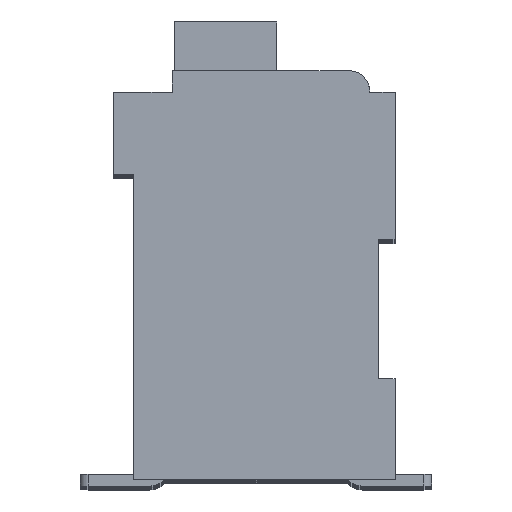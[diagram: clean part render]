
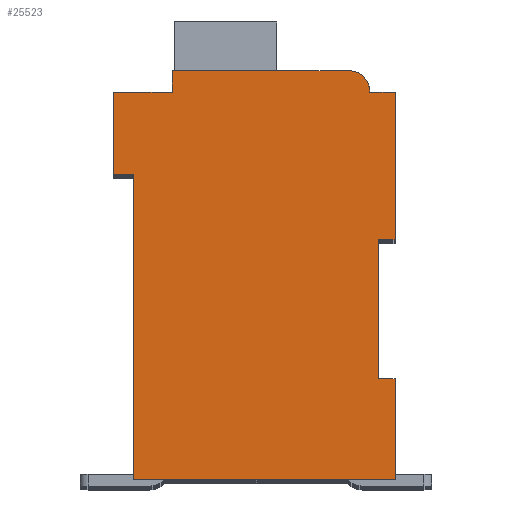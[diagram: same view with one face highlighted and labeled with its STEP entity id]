
A CAD part, top view. The second image highlights one B-rep face of the part: STEP entity #25523.
In plain terms, the highlighted planar face has unit normal (0, 0, 1).
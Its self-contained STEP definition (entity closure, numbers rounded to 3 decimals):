
#4076=DIRECTION('',(1.,0.,0.));
#4077=VECTOR('',#4076,0.5);
#4078=CARTESIAN_POINT('',(7.3,7.15,2.1));
#4079=LINE('',#4078,#4077);
#4080=DIRECTION('',(0.,1.,0.));
#4081=VECTOR('',#4080,4.15);
#4082=CARTESIAN_POINT('',(7.3,3.,2.1));
#4083=LINE('',#4082,#4081);
#4084=DIRECTION('',(-1.,0.,0.));
#4085=VECTOR('',#4084,0.5);
#4086=CARTESIAN_POINT('',(7.8,3.,2.1));
#4087=LINE('',#4086,#4085);
#4088=DIRECTION('',(0.,1.,0.));
#4089=VECTOR('',#4088,3.);
#4090=CARTESIAN_POINT('',(7.8,0.,2.1));
#4091=LINE('',#4090,#4089);
#4092=DIRECTION('',(1.,0.,0.));
#4093=VECTOR('',#4092,7.8);
#4094=CARTESIAN_POINT('',(0.,0.,2.1));
#4095=LINE('',#4094,#4093);
#4096=DIRECTION('',(0.,-1.,0.));
#4097=VECTOR('',#4096,9.1);
#4098=CARTESIAN_POINT('',(0.,9.1,2.1));
#4099=LINE('',#4098,#4097);
#4100=DIRECTION('',(1.,0.,0.));
#4101=VECTOR('',#4100,0.6);
#4102=CARTESIAN_POINT('',(-0.6,9.1,2.1));
#4103=LINE('',#4102,#4101);
#4104=DIRECTION('',(0.,-1.,0.));
#4105=VECTOR('',#4104,2.45);
#4106=CARTESIAN_POINT('',(-0.6,11.55,2.1));
#4107=LINE('',#4106,#4105);
#4108=DIRECTION('',(-1.,0.,0.));
#4109=VECTOR('',#4108,1.75);
#4110=CARTESIAN_POINT('',(1.15,11.55,2.1));
#4111=LINE('',#4110,#4109);
#4112=DIRECTION('',(0.,-1.,0.));
#4113=VECTOR('',#4112,0.65);
#4114=CARTESIAN_POINT('',(1.15,12.2,2.1));
#4115=LINE('',#4114,#4113);
#4116=DIRECTION('',(-1.,0.,0.));
#4117=VECTOR('',#4116,5.25);
#4118=CARTESIAN_POINT('',(6.4,12.2,2.1));
#4119=LINE('',#4118,#4117);
#4120=CARTESIAN_POINT('',(6.4,11.55,2.1));
#4121=DIRECTION('',(0.,0.,1.));
#4122=DIRECTION('',(1.,0.,0.));
#4123=AXIS2_PLACEMENT_3D('',#4120,#4121,#4122);
#4125=DIRECTION('',(-1.,0.,0.));
#4126=VECTOR('',#4125,0.75);
#4127=CARTESIAN_POINT('',(7.8,11.55,2.1));
#4128=LINE('',#4127,#4126);
#4129=DIRECTION('',(0.,1.,0.));
#4130=VECTOR('',#4129,4.4);
#4131=CARTESIAN_POINT('',(7.8,7.15,2.1));
#4132=LINE('',#4131,#4130);
#16843=CARTESIAN_POINT('',(7.3,7.15,2.1));
#16844=CARTESIAN_POINT('',(7.8,7.15,2.1));
#16845=VERTEX_POINT('',#16843);
#16846=VERTEX_POINT('',#16844);
#16847=CARTESIAN_POINT('',(7.8,11.55,2.1));
#16848=VERTEX_POINT('',#16847);
#16849=CARTESIAN_POINT('',(7.05,11.55,2.1));
#16850=VERTEX_POINT('',#16849);
#16851=CARTESIAN_POINT('',(6.4,12.2,2.1));
#16852=VERTEX_POINT('',#16851);
#16853=CARTESIAN_POINT('',(1.15,12.2,2.1));
#16854=VERTEX_POINT('',#16853);
#16855=CARTESIAN_POINT('',(1.15,11.55,2.1));
#16856=VERTEX_POINT('',#16855);
#16857=CARTESIAN_POINT('',(-0.6,11.55,2.1));
#16858=VERTEX_POINT('',#16857);
#16859=CARTESIAN_POINT('',(-0.6,9.1,2.1));
#16860=VERTEX_POINT('',#16859);
#16861=CARTESIAN_POINT('',(0.,9.1,2.1));
#16862=VERTEX_POINT('',#16861);
#16863=CARTESIAN_POINT('',(0.,0.,2.1));
#16864=VERTEX_POINT('',#16863);
#16865=CARTESIAN_POINT('',(7.8,0.,2.1));
#16866=VERTEX_POINT('',#16865);
#16867=CARTESIAN_POINT('',(7.8,3.,2.1));
#16868=VERTEX_POINT('',#16867);
#16869=CARTESIAN_POINT('',(7.3,3.,2.1));
#16870=VERTEX_POINT('',#16869);
#25499=CARTESIAN_POINT('',(0.,0.,2.1));
#25500=DIRECTION('',(0.,0.,1.));
#25501=DIRECTION('',(1.,0.,0.));
#25502=AXIS2_PLACEMENT_3D('',#25499,#25500,#25501);
#25503=PLANE('',#25502);
#25504=ORIENTED_EDGE('',*,*,#22100,.F.);
#25505=ORIENTED_EDGE('',*,*,#22937,.F.);
#25507=ORIENTED_EDGE('',*,*,#25506,.F.);
#25509=ORIENTED_EDGE('',*,*,#25508,.F.);
#25511=ORIENTED_EDGE('',*,*,#25510,.F.);
#25512=ORIENTED_EDGE('',*,*,#23234,.F.);
#25513=ORIENTED_EDGE('',*,*,#23402,.F.);
#25514=ORIENTED_EDGE('',*,*,#23706,.F.);
#25515=ORIENTED_EDGE('',*,*,#24015,.F.);
#25516=ORIENTED_EDGE('',*,*,#24084,.F.);
#25517=ORIENTED_EDGE('',*,*,#24536,.F.);
#25518=ORIENTED_EDGE('',*,*,#25217,.F.);
#25519=ORIENTED_EDGE('',*,*,#25049,.F.);
#25520=ORIENTED_EDGE('',*,*,#22553,.F.);
#25521=EDGE_LOOP('',(#25504,#25505,#25507,#25509,#25511,#25512,#25513,#25514,
#25515,#25516,#25517,#25518,#25519,#25520));
#25522=FACE_OUTER_BOUND('',#25521,.F.);
#4124=CIRCLE('',#4123,0.65);
#22100=EDGE_CURVE('',#16845,#16846,#4079,.T.);
#22553=EDGE_CURVE('',#16846,#16848,#4132,.T.);
#22937=EDGE_CURVE('',#16870,#16845,#4083,.T.);
#23234=EDGE_CURVE('',#16862,#16864,#4099,.T.);
#23402=EDGE_CURVE('',#16860,#16862,#4103,.T.);
#23706=EDGE_CURVE('',#16858,#16860,#4107,.T.);
#24015=EDGE_CURVE('',#16856,#16858,#4111,.T.);
#24084=EDGE_CURVE('',#16854,#16856,#4115,.T.);
#24536=EDGE_CURVE('',#16852,#16854,#4119,.T.);
#25049=EDGE_CURVE('',#16848,#16850,#4128,.T.);
#25217=EDGE_CURVE('',#16850,#16852,#4124,.T.);
#25506=EDGE_CURVE('',#16868,#16870,#4087,.T.);
#25508=EDGE_CURVE('',#16866,#16868,#4091,.T.);
#25510=EDGE_CURVE('',#16864,#16866,#4095,.T.);
#25523=ADVANCED_FACE('',(#25522),#25503,.T.);
